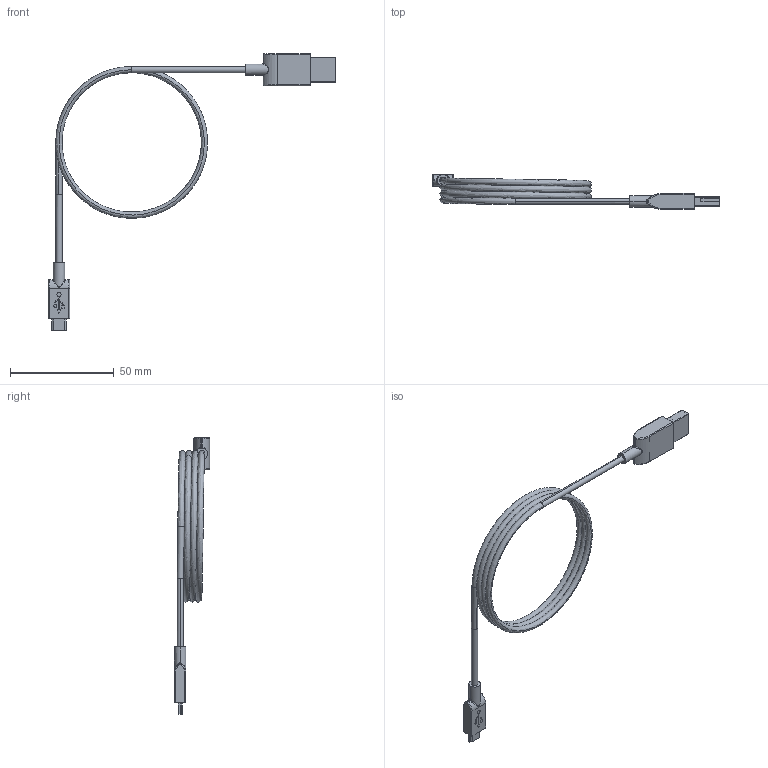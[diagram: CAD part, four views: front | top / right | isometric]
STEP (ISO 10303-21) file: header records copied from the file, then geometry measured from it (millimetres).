
FILE_DESCRIPTION (( 'STEP AP203' ), '1' );
FILE_NAME ('Amazonbasics USB cable 3ft.JPG.STEP', '2024-06-03T15:41:27', ( '' ), ( '' ), 'SwSTEP 2.0', 'SolidWorks 2021', '' );
FILE_SCHEMA (( 'CONFIG_CONTROL_DESIGN' ));
Length unit declared in the file: millimetre
Products named in the file (1): Amazonbasics USB cable 3ft.JPG
Bounding box: 138.3 x 17 x 133.25 mm (x, y, z)
Volume: 10264.3 mm3; surface area: 10699.3 mm2
Topology: 1 solids, 1 shells, 201 faces, 545 edges, 352 vertices
Faces by surface type: plane 122, cylinder 56, bspline 10, torus 10, sphere 3
Entity records: 8211 total; most frequent: CARTESIAN_POINT 3077, ORIENTED_EDGE 1086, DIRECTION 1014, EDGE_CURVE 543, LINE 388, VECTOR 388, VERTEX_POINT 352, AXIS2_PLACEMENT_3D 313
